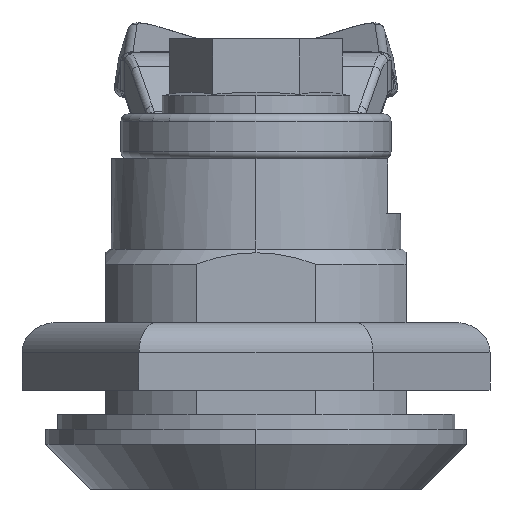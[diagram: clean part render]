
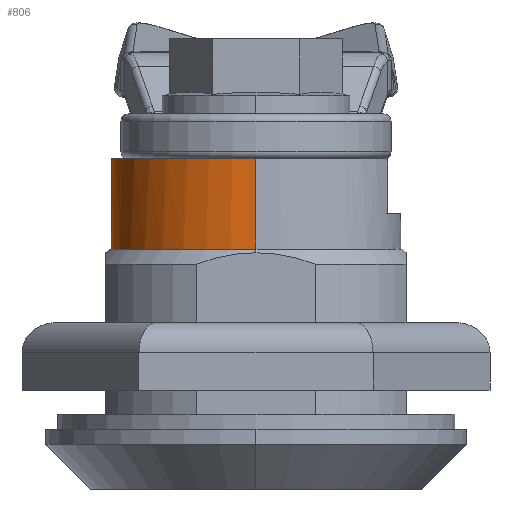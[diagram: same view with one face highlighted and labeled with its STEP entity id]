
A CAD part, left-side view. The second image highlights one B-rep face of the part: STEP entity #806.
In plain terms, the highlighted cylindrical face has radius 9.65 mm (diameter 19.3 mm), a partial arc.
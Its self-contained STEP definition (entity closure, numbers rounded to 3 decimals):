
#56=CARTESIAN_POINT('',(125.,-228.7,13.75));
#57=DIRECTION('',(0.,0.,-1.));
#58=DIRECTION('',(0.949,0.314,0.));
#59=AXIS2_PLACEMENT_3D('',#56,#57,#58);
#102=DIRECTION('',(0.,0.,1.));
#103=VECTOR('',#102,2.35);
#104=CARTESIAN_POINT('',(134.65,-228.7,11.4));
#105=LINE('',#104,#103);
#109=DIRECTION('',(0.,0.,1.));
#110=VECTOR('',#109,3.65);
#111=CARTESIAN_POINT('',(134.162,-225.669,13.75));
#112=LINE('',#111,#110);
#140=CARTESIAN_POINT('',(125.,-228.7,11.4));
#141=DIRECTION('',(0.,0.,1.));
#142=DIRECTION('',(1.,0.,0.));
#143=AXIS2_PLACEMENT_3D('',#140,#141,#142);
#581=CARTESIAN_POINT('',(125.,-228.7,17.4));
#582=DIRECTION('',(0.,0.,-1.));
#583=DIRECTION('',(-1.,0.,0.));
#584=AXIS2_PLACEMENT_3D('',#581,#582,#583);
#589=DIRECTION('',(0.,0.,1.));
#590=VECTOR('',#589,6.);
#591=CARTESIAN_POINT('',(115.35,-228.7,11.4));
#592=LINE('',#591,#590);
#628=CARTESIAN_POINT('',(134.162,-225.669,17.4));
#629=VERTEX_POINT('',#628);
#630=CARTESIAN_POINT('',(134.162,-225.669,13.75));
#631=VERTEX_POINT('',#630);
#640=CARTESIAN_POINT('',(134.65,-228.7,13.75));
#641=VERTEX_POINT('',#640);
#646=CARTESIAN_POINT('',(134.65,-228.7,11.4));
#647=CARTESIAN_POINT('',(115.35,-228.7,11.4));
#648=VERTEX_POINT('',#646);
#649=VERTEX_POINT('',#647);
#650=CARTESIAN_POINT('',(115.35,-228.7,17.4));
#651=VERTEX_POINT('',#650);
#789=CARTESIAN_POINT('',(125.,-228.7,11.4));
#790=DIRECTION('',(0.,0.,1.));
#791=DIRECTION('',(1.,0.,0.));
#792=AXIS2_PLACEMENT_3D('',#789,#790,#791);
#793=CYLINDRICAL_SURFACE('',#792,9.65);
#795=ORIENTED_EDGE('',*,*,#794,.F.);
#797=ORIENTED_EDGE('',*,*,#796,.T.);
#798=ORIENTED_EDGE('',*,*,#769,.F.);
#799=ORIENTED_EDGE('',*,*,#724,.T.);
#801=ORIENTED_EDGE('',*,*,#800,.F.);
#803=ORIENTED_EDGE('',*,*,#802,.F.);
#804=EDGE_LOOP('',(#795,#797,#798,#799,#801,#803));
#805=FACE_OUTER_BOUND('',#804,.F.);
#60=CIRCLE('',#59,9.65);
#144=CIRCLE('',#143,9.65);
#585=CIRCLE('',#584,9.65);
#724=EDGE_CURVE('',#631,#629,#112,.T.);
#769=EDGE_CURVE('',#631,#641,#60,.T.);
#794=EDGE_CURVE('',#648,#649,#144,.T.);
#796=EDGE_CURVE('',#648,#641,#105,.T.);
#800=EDGE_CURVE('',#651,#629,#585,.T.);
#802=EDGE_CURVE('',#649,#651,#592,.T.);
#806=ADVANCED_FACE('',(#805),#793,.T.);
